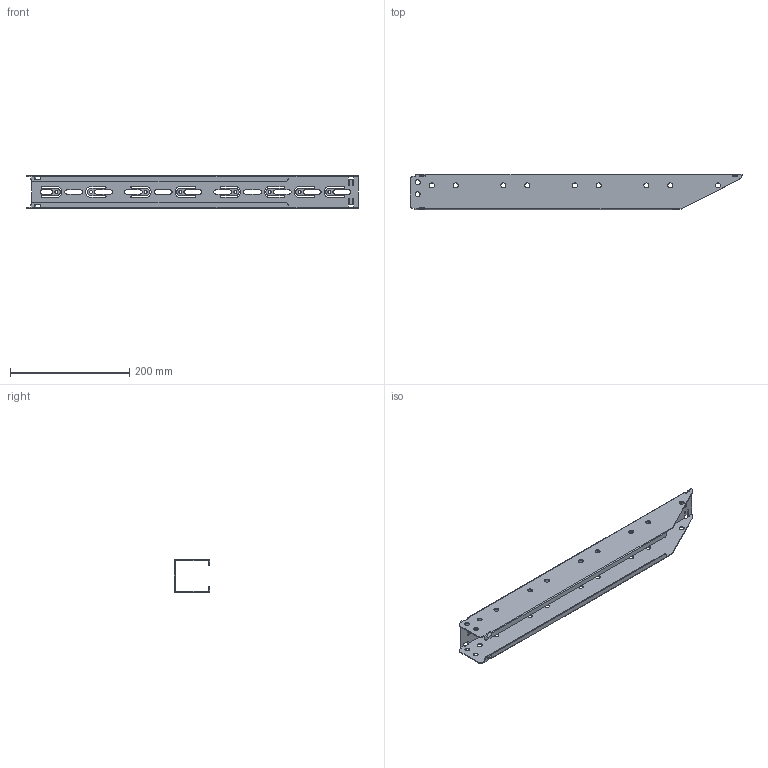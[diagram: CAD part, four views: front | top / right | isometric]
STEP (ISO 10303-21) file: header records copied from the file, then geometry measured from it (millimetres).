
FILE_DESCRIPTION (( 'STEP AP203' ), '1' );
FILE_NAME ('Êîíñîëü áûñòðîé ôèêñàöèè BBF_BBF5050.STEP', '2012-11-21T09:03:38', ( 'Àñååâ' ), ( '' ), 'SwSTEP 2.0', 'SolidWorks 2012', '' );
FILE_SCHEMA (( 'CONFIG_CONTROL_DESIGN' ));
Length unit declared in the file: millimetre
Products named in the file (1): Êîíñîëü áûñòðîé ôèêñàöèè BBF_BBF5050
Bounding box: 557 x 60 x 54 mm (x, y, z)
Volume: 134504.7 mm3; surface area: 185848.9 mm2
Topology: 1 solids, 1 shells, 262 faces, 813 edges, 541 vertices
Faces by surface type: cylinder 143, plane 119
Full cylindrical faces by diameter (mm): 5 x8, 8.2 x4, 8.5 x18
Entity records: 9097 total; most frequent: DIRECTION 1574, CARTESIAN_POINT 1545, ORIENTED_EDGE 1524, EDGE_CURVE 762, AXIS2_PLACEMENT_3D 549, VERTEX_POINT 520, VECTOR 476, LINE 476
